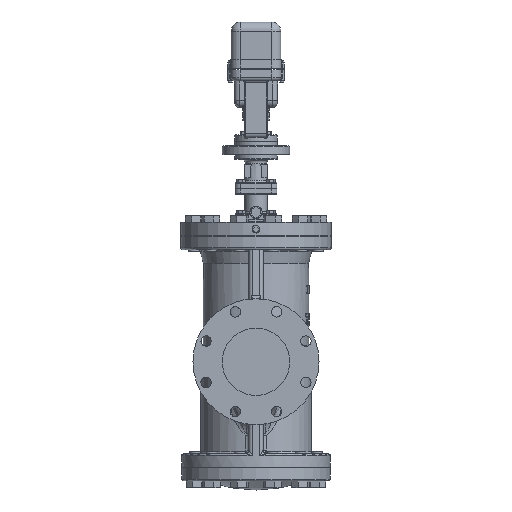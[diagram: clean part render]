
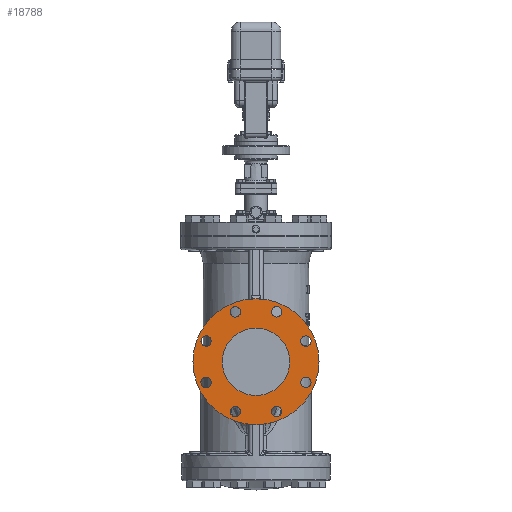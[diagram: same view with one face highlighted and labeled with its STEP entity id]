
A CAD part, left-side view. The second image highlights one B-rep face of the part: STEP entity #18788.
In plain terms, the highlighted planar face has unit normal (-1, 0, 0).
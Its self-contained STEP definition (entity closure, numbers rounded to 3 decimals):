
#510=FACE_BOUND('',#5832,.T.);
#511=FACE_BOUND('',#5833,.T.);
#512=FACE_BOUND('',#5834,.T.);
#513=FACE_BOUND('',#5835,.T.);
#514=FACE_BOUND('',#5836,.T.);
#515=FACE_BOUND('',#5837,.T.);
#516=FACE_BOUND('',#5838,.T.);
#517=FACE_BOUND('',#5839,.T.);
#518=FACE_BOUND('',#5840,.T.);
#826=PLANE('',#20037);
#4599=FACE_OUTER_BOUND('',#5831,.T.);
#5831=EDGE_LOOP('',(#13290));
#5832=EDGE_LOOP('',(#13291));
#5833=EDGE_LOOP('',(#13292));
#5834=EDGE_LOOP('',(#13293));
#5835=EDGE_LOOP('',(#13294));
#5836=EDGE_LOOP('',(#13295));
#5837=EDGE_LOOP('',(#13296));
#5838=EDGE_LOOP('',(#13297));
#5839=EDGE_LOOP('',(#13298));
#5840=EDGE_LOOP('',(#13299));
#7694=CIRCLE('',#19993,140.);
#7695=CIRCLE('',#19995,75.);
#7697=CIRCLE('',#19999,11.5);
#7698=CIRCLE('',#20001,11.5);
#7699=CIRCLE('',#20003,11.5);
#7700=CIRCLE('',#20005,11.5);
#7701=CIRCLE('',#20007,11.5);
#7702=CIRCLE('',#20009,11.5);
#7703=CIRCLE('',#20011,11.5);
#7704=CIRCLE('',#20013,11.5);
#8527=VERTEX_POINT('',#27919);
#8528=VERTEX_POINT('',#27922);
#8530=VERTEX_POINT('',#27928);
#8531=VERTEX_POINT('',#27931);
#8532=VERTEX_POINT('',#27934);
#8533=VERTEX_POINT('',#27937);
#8534=VERTEX_POINT('',#27940);
#8535=VERTEX_POINT('',#27943);
#8536=VERTEX_POINT('',#27946);
#8537=VERTEX_POINT('',#27949);
#10387=EDGE_CURVE('',#8527,#8527,#7694,.T.);
#10388=EDGE_CURVE('',#8528,#8528,#7695,.T.);
#10390=EDGE_CURVE('',#8530,#8530,#7697,.T.);
#10391=EDGE_CURVE('',#8531,#8531,#7698,.T.);
#10392=EDGE_CURVE('',#8532,#8532,#7699,.T.);
#10393=EDGE_CURVE('',#8533,#8533,#7700,.T.);
#10394=EDGE_CURVE('',#8534,#8534,#7701,.T.);
#10395=EDGE_CURVE('',#8535,#8535,#7702,.T.);
#10396=EDGE_CURVE('',#8536,#8536,#7703,.T.);
#10397=EDGE_CURVE('',#8537,#8537,#7704,.T.);
#13290=ORIENTED_EDGE('',*,*,#10387,.T.);
#13291=ORIENTED_EDGE('',*,*,#10388,.T.);
#13292=ORIENTED_EDGE('',*,*,#10390,.T.);
#13293=ORIENTED_EDGE('',*,*,#10391,.T.);
#13294=ORIENTED_EDGE('',*,*,#10392,.T.);
#13295=ORIENTED_EDGE('',*,*,#10393,.T.);
#13296=ORIENTED_EDGE('',*,*,#10394,.T.);
#13297=ORIENTED_EDGE('',*,*,#10395,.T.);
#13298=ORIENTED_EDGE('',*,*,#10396,.T.);
#13299=ORIENTED_EDGE('',*,*,#10397,.T.);
#18788=ADVANCED_FACE('',(#4599,#510,#511,#512,#513,#514,#515,#516,#517,
#518),#826,.F.);
#19993=AXIS2_PLACEMENT_3D('',#27920,#21993,#21994);
#19995=AXIS2_PLACEMENT_3D('',#27923,#21997,#21998);
#19999=AXIS2_PLACEMENT_3D('',#27929,#22005,#22006);
#20001=AXIS2_PLACEMENT_3D('',#27932,#22009,#22010);
#20003=AXIS2_PLACEMENT_3D('',#27935,#22013,#22014);
#20005=AXIS2_PLACEMENT_3D('',#27938,#22017,#22018);
#20007=AXIS2_PLACEMENT_3D('',#27941,#22021,#22022);
#20009=AXIS2_PLACEMENT_3D('',#27944,#22025,#22026);
#20011=AXIS2_PLACEMENT_3D('',#27947,#22029,#22030);
#20013=AXIS2_PLACEMENT_3D('',#27950,#22033,#22034);
#20037=AXIS2_PLACEMENT_3D('',#28952,#22089,#22090);
#21993=DIRECTION('center_axis',(-1.,0.,0.));
#21994=DIRECTION('ref_axis',(0.,0.,-1.));
#21997=DIRECTION('center_axis',(1.,0.,0.));
#21998=DIRECTION('ref_axis',(0.,0.,1.));
#22005=DIRECTION('center_axis',(1.,0.,0.));
#22006=DIRECTION('ref_axis',(0.,-0.707,0.707));
#22009=DIRECTION('center_axis',(1.,0.,0.));
#22010=DIRECTION('ref_axis',(0.,-1.,0.));
#22013=DIRECTION('center_axis',(1.,0.,0.));
#22014=DIRECTION('ref_axis',(0.,-0.707,-0.707));
#22017=DIRECTION('center_axis',(1.,0.,0.));
#22018=DIRECTION('ref_axis',(0.,0.,
-1.));
#22021=DIRECTION('center_axis',(1.,0.,0.));
#22022=DIRECTION('ref_axis',(0.,0.707,-0.707));
#22025=DIRECTION('center_axis',(1.,0.,0.));
#22026=DIRECTION('ref_axis',(0.,1.,0.));
#22029=DIRECTION('center_axis',(1.,0.,0.));
#22030=DIRECTION('ref_axis',(0.,0.707,0.707));
#22033=DIRECTION('center_axis',(1.,0.,0.));
#22034=DIRECTION('ref_axis',(0.,0.,1.));
#22089=DIRECTION('center_axis',(1.,0.,0.));
#22090=DIRECTION('ref_axis',(0.,0.,-1.));
#27919=CARTESIAN_POINT('',(-300.,0.,140.));
#27920=CARTESIAN_POINT('Origin',(-300.,0.,0.));
#27922=CARTESIAN_POINT('',(-300.,0.,75.));
#27923=CARTESIAN_POINT('Origin',(-300.,0.,0.));
#27928=CARTESIAN_POINT('',(-300.,-118.997,54.054));
#27929=CARTESIAN_POINT('Origin',(-300.,-110.866,45.922));
#27931=CARTESIAN_POINT('',(-300.,-122.366,-45.922));
#27932=CARTESIAN_POINT('Origin',(-300.,-110.866,-45.922));
#27934=CARTESIAN_POINT('',(-300.,-54.054,-118.997));
#27935=CARTESIAN_POINT('Origin',(-300.,-45.922,-110.866));
#27937=CARTESIAN_POINT('',(-300.,45.922,-122.366));
#27938=CARTESIAN_POINT('Origin',(-300.,45.922,-110.866));
#27940=CARTESIAN_POINT('',(-300.,118.997,-54.054));
#27941=CARTESIAN_POINT('Origin',(-300.,110.866,-45.922));
#27943=CARTESIAN_POINT('',(-300.,122.366,45.922));
#27944=CARTESIAN_POINT('Origin',(-300.,110.866,45.922));
#27946=CARTESIAN_POINT('',(-300.,54.054,118.997));
#27947=CARTESIAN_POINT('Origin',(-300.,45.922,110.866));
#27949=CARTESIAN_POINT('',(-300.,-45.922,122.366));
#27950=CARTESIAN_POINT('Origin',(-300.,-45.922,110.866));
#28952=CARTESIAN_POINT('Origin',(-300.,0.,0.));
